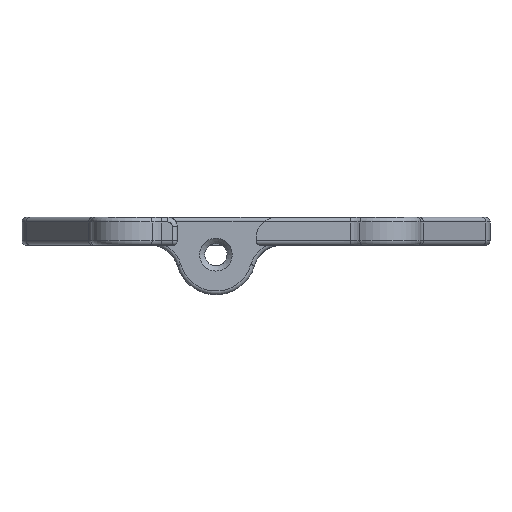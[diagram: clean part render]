
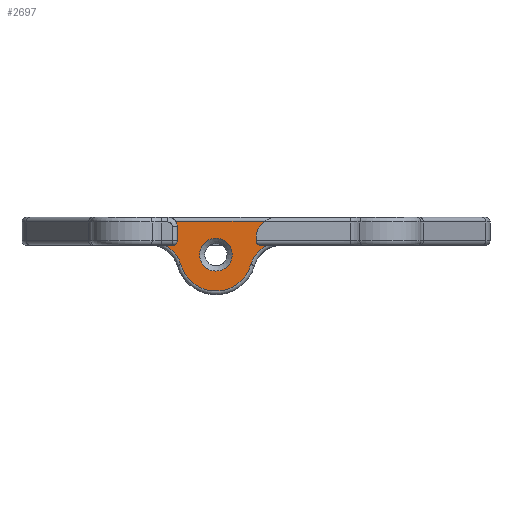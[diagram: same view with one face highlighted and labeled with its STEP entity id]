
A CAD part, front view. The second image highlights one B-rep face of the part: STEP entity #2697.
In plain terms, the highlighted planar face has unit normal (0, -1, 0).
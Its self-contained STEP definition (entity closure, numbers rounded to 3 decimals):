
#125=FACE_BOUND('',#533,.T.);
#136=PLANE('',#3056);
#321=FACE_OUTER_BOUND('',#532,.T.);
#532=EDGE_LOOP('',(#2282,#2283,#2284,#2285,#2286,#2287,#2288,#2289,#2290,
#2291,#2292,#2293));
#533=EDGE_LOOP('',(#2294));
#676=LINE('',#4707,#836);
#677=LINE('',#4710,#837);
#685=LINE('',#4739,#845);
#706=LINE('',#5017,#866);
#707=LINE('',#5020,#867);
#836=VECTOR('',#3696,10.);
#837=VECTOR('',#3699,10.);
#845=VECTOR('',#3711,10.);
#866=VECTOR('',#3826,10.);
#867=VECTOR('',#3829,10.);
#1002=CIRCLE('',#2889,0.5);
#1076=CIRCLE('',#3006,0.5);
#1077=CIRCLE('',#3008,1.);
#1105=CIRCLE('',#3057,3.4);
#1106=CIRCLE('',#3058,3.9);
#1107=CIRCLE('',#3059,3.4);
#1108=CIRCLE('',#3060,2.443);
#1109=CIRCLE('',#3061,1.75);
#1238=VERTEX_POINT('',#4434);
#1239=VERTEX_POINT('',#4435);
#1302=VERTEX_POINT('',#4688);
#1303=VERTEX_POINT('',#4690);
#1304=VERTEX_POINT('',#4694);
#1305=VERTEX_POINT('',#4696);
#1306=VERTEX_POINT('',#4709);
#1317=VERTEX_POINT('',#4734);
#1349=VERTEX_POINT('',#5011);
#1350=VERTEX_POINT('',#5013);
#1351=VERTEX_POINT('',#5016);
#1352=VERTEX_POINT('',#5018);
#1353=VERTEX_POINT('',#5021);
#1500=EDGE_CURVE('',#1238,#1239,#1002,.F.);
#1610=EDGE_CURVE('',#1302,#1303,#1076,.F.);
#1613=EDGE_CURVE('',#1304,#1305,#1077,.F.);
#1615=EDGE_CURVE('',#1239,#1304,#676,.T.);
#1616=EDGE_CURVE('',#1303,#1306,#677,.T.);
#1628=EDGE_CURVE('',#1238,#1317,#685,.T.);
#1683=EDGE_CURVE('',#1349,#1317,#1105,.T.);
#1684=EDGE_CURVE('',#1350,#1349,#1106,.T.);
#1685=EDGE_CURVE('',#1306,#1350,#1107,.T.);
#1686=EDGE_CURVE('',#1302,#1351,#706,.T.);
#1687=EDGE_CURVE('',#1352,#1351,#1108,.T.);
#1688=EDGE_CURVE('',#1305,#1352,#707,.T.);
#1689=EDGE_CURVE('',#1353,#1353,#1109,.T.);
#2282=ORIENTED_EDGE('',*,*,#1628,.T.);
#2283=ORIENTED_EDGE('',*,*,#1683,.F.);
#2284=ORIENTED_EDGE('',*,*,#1684,.F.);
#2285=ORIENTED_EDGE('',*,*,#1685,.F.);
#2286=ORIENTED_EDGE('',*,*,#1616,.F.);
#2287=ORIENTED_EDGE('',*,*,#1610,.F.);
#2288=ORIENTED_EDGE('',*,*,#1686,.T.);
#2289=ORIENTED_EDGE('',*,*,#1687,.F.);
#2290=ORIENTED_EDGE('',*,*,#1688,.F.);
#2291=ORIENTED_EDGE('',*,*,#1613,.F.);
#2292=ORIENTED_EDGE('',*,*,#1615,.F.);
#2293=ORIENTED_EDGE('',*,*,#1500,.F.);
#2294=ORIENTED_EDGE('',*,*,#1689,.F.);
#2697=ADVANCED_FACE('',(#321,#125),#136,.T.);
#2889=AXIS2_PLACEMENT_3D('',#4436,#3418,#3419);
#3006=AXIS2_PLACEMENT_3D('',#4691,#3686,#3687);
#3008=AXIS2_PLACEMENT_3D('',#4697,#3692,#3693);
#3056=AXIS2_PLACEMENT_3D('',#5010,#3818,#3819);
#3057=AXIS2_PLACEMENT_3D('',#5012,#3820,#3821);
#3058=AXIS2_PLACEMENT_3D('',#5014,#3822,#3823);
#3059=AXIS2_PLACEMENT_3D('',#5015,#3824,#3825);
#3060=AXIS2_PLACEMENT_3D('',#5019,#3827,#3828);
#3061=AXIS2_PLACEMENT_3D('',#5022,#3830,#3831);
#3418=DIRECTION('center_axis',(0.,1.,0.));
#3419=DIRECTION('ref_axis',(0.707,0.,-0.707));
#3686=DIRECTION('center_axis',(0.,1.,0.));
#3687=DIRECTION('ref_axis',(-0.707,0.,-0.707));
#3692=DIRECTION('center_axis',(0.,1.,0.));
#3693=DIRECTION('ref_axis',(0.707,0.,0.707));
#3696=DIRECTION('',(0.,0.,1.));
#3699=DIRECTION('',(1.,0.,0.));
#3711=DIRECTION('',(-1.,0.,0.));
#3818=DIRECTION('center_axis',(0.,-1.,0.));
#3819=DIRECTION('ref_axis',(1.,0.,0.));
#3820=DIRECTION('center_axis',(0.,-1.,0.));
#3821=DIRECTION('ref_axis',(0.603,0.,0.798));
#3822=DIRECTION('center_axis',(0.,1.,0.));
#3823=DIRECTION('ref_axis',(0.,0.,-1.));
#3824=DIRECTION('center_axis',(0.,-1.,0.));
#3825=DIRECTION('ref_axis',(-0.603,0.,0.798));
#3826=DIRECTION('',(0.,0.,1.));
#3827=DIRECTION('center_axis',(0.,-1.,0.));
#3828=DIRECTION('ref_axis',(-0.196,0.,0.981));
#3829=DIRECTION('',(1.,0.,0.));
#3830=DIRECTION('center_axis',(0.,-1.,0.));
#3831=DIRECTION('ref_axis',(1.,0.,0.));
#4434=CARTESIAN_POINT('',(35.87,100.663,91.501));
#4435=CARTESIAN_POINT('',(36.37,100.663,92.001));
#4436=CARTESIAN_POINT('Origin',(35.87,100.663,92.001));
#4688=CARTESIAN_POINT('',(44.805,100.663,92.001));
#4690=CARTESIAN_POINT('',(45.305,100.663,91.501));
#4691=CARTESIAN_POINT('Origin',(45.305,100.663,92.001));
#4694=CARTESIAN_POINT('',(36.37,100.663,93.501));
#4696=CARTESIAN_POINT('',(36.17,100.663,94.101));
#4697=CARTESIAN_POINT('Origin',(35.37,100.663,93.501));
#4707=CARTESIAN_POINT('',(36.37,100.663,91.501));
#4709=CARTESIAN_POINT('',(45.926,100.663,91.501));
#4710=CARTESIAN_POINT('',(42.655,100.663,91.501));
#4734=CARTESIAN_POINT('',(35.084,100.663,91.501));
#4739=CARTESIAN_POINT('',(42.655,100.663,91.501));
#5010=CARTESIAN_POINT('Origin',(40.505,100.663,108.001));
#5011=CARTESIAN_POINT('',(36.754,100.663,89.433));
#5012=CARTESIAN_POINT('Origin',(33.484,100.663,88.501));
#5013=CARTESIAN_POINT('',(44.256,100.663,89.433));
#5014=CARTESIAN_POINT('Origin',(40.505,100.663,90.501));
#5015=CARTESIAN_POINT('Origin',(47.526,100.663,88.501));
#5016=CARTESIAN_POINT('',(44.805,100.663,92.501));
#5017=CARTESIAN_POINT('',(44.805,100.663,91.501));
#5018=CARTESIAN_POINT('',(45.807,100.663,94.101));
#5019=CARTESIAN_POINT('Origin',(47.216,100.663,92.106));
#5020=CARTESIAN_POINT('',(42.655,100.663,94.101));
#5021=CARTESIAN_POINT('',(38.755,100.663,90.501));
#5022=CARTESIAN_POINT('Origin',(40.505,100.663,90.501));
